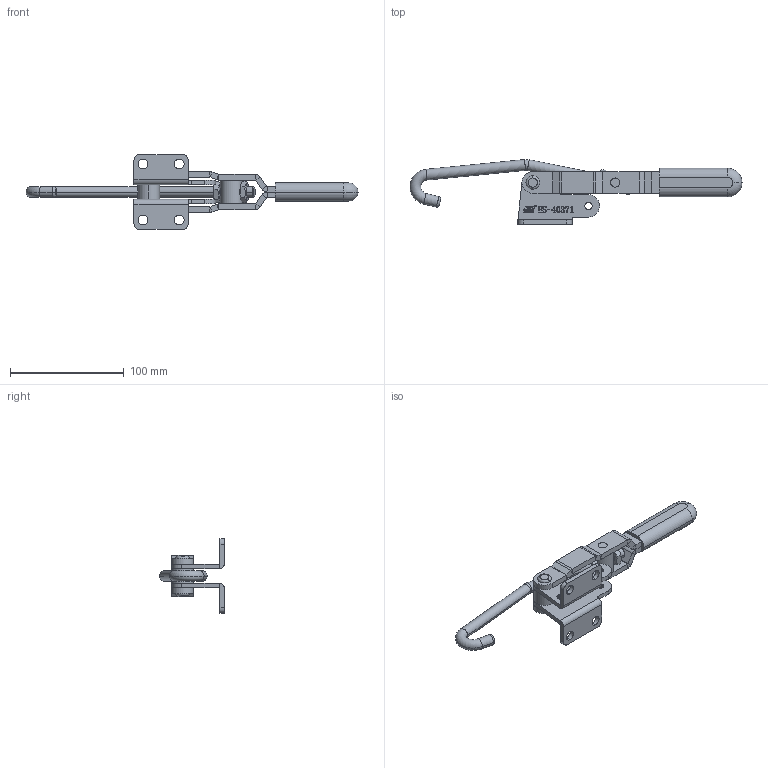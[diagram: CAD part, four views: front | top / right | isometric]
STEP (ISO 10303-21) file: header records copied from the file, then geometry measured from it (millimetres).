
FILE_DESCRIPTION (( 'STEP AP203' ), '1' );
FILE_NAME ('HS-40371 装配体.STEP', '2018-12-07T06:59:00', ( 'PCOS' ), ( '微软中国' ), 'SwSTEP 2.0', 'SolidWorks 2012', '' );
FILE_SCHEMA (( 'CONFIG_CONTROL_DESIGN' ));
Length unit declared in the file: millimetre
Products named in the file (8): HS-40371 蚾饜极; hex thin nuts-grades ab-chamfered gb_GB_FASTENER_NUT_STNAB M10-N; 种2; 种1; 忒梟; 忒參; 境像; 菁釱
Assembly tree (9 placements, depth 2):
  HS-40371 蚾饜极
    菁釱
    境像
    忒參
    忒梟  x2
    种1
    种2
    hex thin nuts-grades ab-chamfered gb_GB_FASTENER_NUT_STNAB M10-N  x2
Bounding box: 291.51 x 57.02 x 65.7 mm (x, y, z)
Volume: 97755.4 mm3; surface area: 45853.1 mm2
Topology: 10 solids, 10 shells, 615 faces, 1558 edges, 995 vertices
Faces by surface type: plane 327, bspline 129, cylinder 127, cone 18, torus 14
Entity records: 22708 total; most frequent: CARTESIAN_POINT 9309, ORIENTED_EDGE 2796, DIRECTION 2202, EDGE_CURVE 1398, VERTEX_POINT 907, LINE 866, VECTOR 866, AXIS2_PLACEMENT_3D 668
